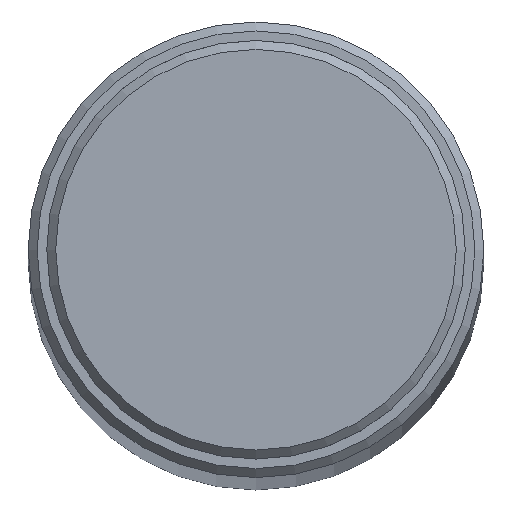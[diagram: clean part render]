
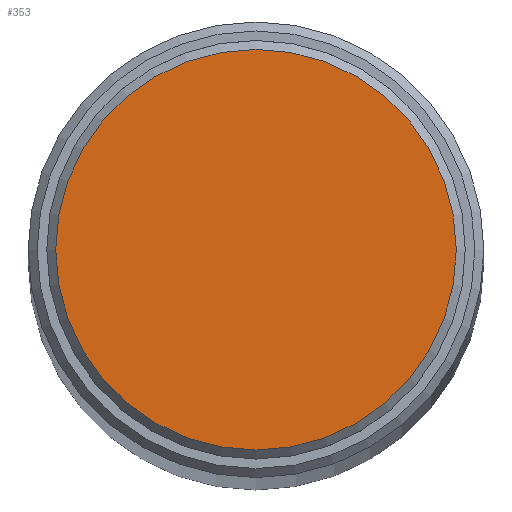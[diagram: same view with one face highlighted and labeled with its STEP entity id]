
A CAD part, top view. The second image highlights one B-rep face of the part: STEP entity #353.
In plain terms, the highlighted planar face has unit normal (0, 0, 1).
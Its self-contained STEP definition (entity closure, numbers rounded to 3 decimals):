
#353=ADVANCED_FACE('',(#483),#439,.T.);
#439=PLANE('',#1413);
#483=FACE_OUTER_BOUND('',#544,.T.);
#544=EDGE_LOOP('',(#669));
#669=ORIENTED_EDGE('',*,*,#1134,.T.);
#1009=VERTEX_POINT('',#2039);
#1134=EDGE_CURVE('',#1009,#1009,#1306,.T.);
#1306=CIRCLE('',#1412,67.);
#1412=AXIS2_PLACEMENT_3D('',#2038,#1605,#1606);
#1413=AXIS2_PLACEMENT_3D('',#2040,#1607,#1608);
#1605=DIRECTION('',(0.,0.,1.));
#1606=DIRECTION('',(1.,0.,0.));
#1607=DIRECTION('',(0.,0.,1.));
#1608=DIRECTION('',(1.,0.,0.));
#2038=CARTESIAN_POINT('',(0.,0.,11.));
#2039=CARTESIAN_POINT('',(67.,0.,11.));
#2040=CARTESIAN_POINT('',(0.,0.,11.));
